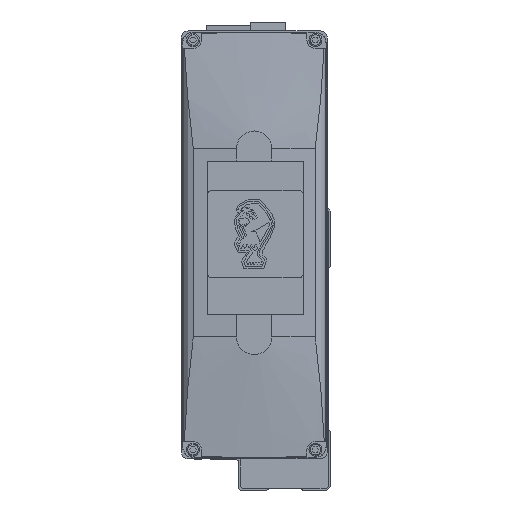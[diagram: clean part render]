
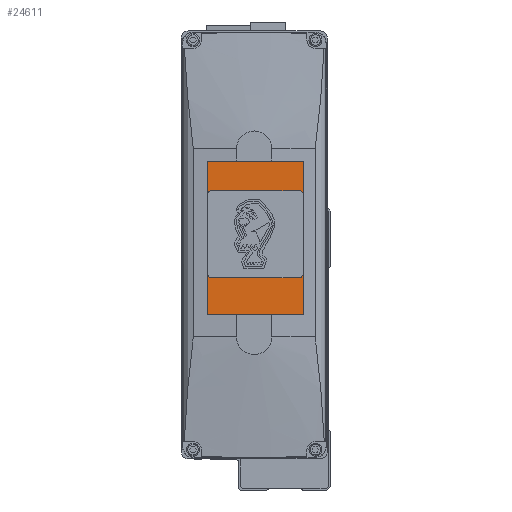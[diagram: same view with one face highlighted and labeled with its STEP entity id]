
A CAD part, left-side view. The second image highlights one B-rep face of the part: STEP entity #24611.
In plain terms, the highlighted planar face has unit normal (-1, 0, 0).
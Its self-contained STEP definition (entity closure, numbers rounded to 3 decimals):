
#317 = VECTOR ( 'NONE', #29570, 1000. ) ;
#1856 = VERTEX_POINT ( 'NONE', #14930 ) ;
#2350 = CARTESIAN_POINT ( 'NONE',  ( -43., 19.976, 14.734 ) ) ;
#2810 = VERTEX_POINT ( 'NONE', #34874 ) ;
#4527 = EDGE_CURVE ( 'NONE', #2810, #1856, #10913, .T. ) ;
#4702 = LINE ( 'NONE', #15577, #21491 ) ;
#5770 = AXIS2_PLACEMENT_3D ( 'NONE', #26000, #12172, #17698 ) ;
#6853 = VECTOR ( 'NONE', #27224, 1000. ) ;
#7213 = EDGE_LOOP ( 'NONE', ( #24434, #10250, #34698, #11684 ) ) ;
#9579 = CARTESIAN_POINT ( 'NONE',  ( -43., 19.976, 79.734 ) ) ;
#10250 = ORIENTED_EDGE ( 'NONE', *, *, #34264, .T. ) ;
#10913 = LINE ( 'NONE', #21736, #317 ) ;
#11684 = ORIENTED_EDGE ( 'NONE', *, *, #21756, .T. ) ;
#12172 = DIRECTION ( 'NONE',  ( 1., 0., 0. ) ) ;
#12352 = PLANE ( 'NONE',  #5770 ) ;
#13538 = CARTESIAN_POINT ( 'NONE',  ( -43., -21.024, 79.734 ) ) ;
#14930 = CARTESIAN_POINT ( 'NONE',  ( -43., -21.024, 14.734 ) ) ;
#15577 = CARTESIAN_POINT ( 'NONE',  ( -43., -21.024, 79.734 ) ) ;
#17607 = LINE ( 'NONE', #20250, #22614 ) ;
#17698 = DIRECTION ( 'NONE',  ( 0., 0., -1. ) ) ;
#20250 = CARTESIAN_POINT ( 'NONE',  ( -43., -21.024, 14.734 ) ) ;
#21491 = VECTOR ( 'NONE', #34244, 1000. ) ;
#21736 = CARTESIAN_POINT ( 'NONE',  ( -43., -21.024, 14.734 ) ) ;
#21756 = EDGE_CURVE ( 'NONE', #1856, #29508, #17607, .T. ) ;
#22614 = VECTOR ( 'NONE', #28425, 1000. ) ;
#22983 = FACE_OUTER_BOUND ( 'NONE', #7213, .T. ) ;
#24434 = ORIENTED_EDGE ( 'NONE', *, *, #31189, .T. ) ;
#24611 = ADVANCED_FACE ( 'NONE', ( #22983 ), #12352, .F. ) ;
#26000 = CARTESIAN_POINT ( 'NONE',  ( -43., 0., 0. ) ) ;
#26705 = LINE ( 'NONE', #2350, #6853 ) ;
#27224 = DIRECTION ( 'NONE',  ( 0., 0., -1. ) ) ;
#28425 = DIRECTION ( 'NONE',  ( 0., 0., 1. ) ) ;
#29508 = VERTEX_POINT ( 'NONE', #13538 ) ;
#29570 = DIRECTION ( 'NONE',  ( 0., -1., 0. ) ) ;
#31189 = EDGE_CURVE ( 'NONE', #29508, #34907, #4702, .T. ) ;
#34244 = DIRECTION ( 'NONE',  ( 0., 1., 0. ) ) ;
#34264 = EDGE_CURVE ( 'NONE', #34907, #2810, #26705, .T. ) ;
#34698 = ORIENTED_EDGE ( 'NONE', *, *, #4527, .T. ) ;
#34874 = CARTESIAN_POINT ( 'NONE',  ( -43., 19.976, 14.734 ) ) ;
#34907 = VERTEX_POINT ( 'NONE', #9579 ) ;
